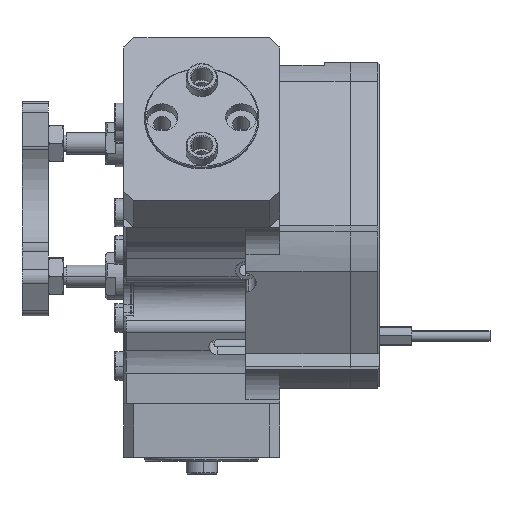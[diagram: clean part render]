
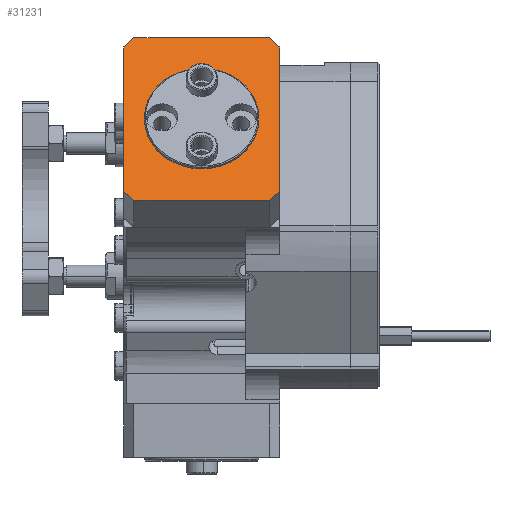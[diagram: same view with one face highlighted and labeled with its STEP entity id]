
A CAD part, left-side view. The second image highlights one B-rep face of the part: STEP entity #31231.
In plain terms, the highlighted face is planar.
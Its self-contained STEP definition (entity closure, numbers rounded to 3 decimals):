
#384 = ORIENTED_EDGE ( 'NONE', *, *, #18345, .T. ) ;
#658 = VERTEX_POINT ( 'NONE', #49012 ) ;
#1025 = CARTESIAN_POINT ( 'NONE',  ( 18., -15., 10.3 ) ) ;
#1545 = CARTESIAN_POINT ( 'NONE',  ( 16., 15., 10.3 ) ) ;
#3763 = EDGE_CURVE ( 'NONE', #46847, #18796, #34606, .T. ) ;
#6391 = ORIENTED_EDGE ( 'NONE', *, *, #17903, .T. ) ;
#6444 = CARTESIAN_POINT ( 'NONE',  ( -18., -15., 10.3 ) ) ;
#6458 = CARTESIAN_POINT ( 'NONE',  ( -16., 15., 10.3 ) ) ;
#6503 = EDGE_CURVE ( 'NONE', #658, #46847, #25417, .T. ) ;
#6808 = CIRCLE ( 'NONE', #18104, 11. ) ;
#7536 = VECTOR ( 'NONE', #29059, 1000. ) ;
#7819 = CARTESIAN_POINT ( 'NONE',  ( -18., -15., 10.3 ) ) ;
#8316 = CARTESIAN_POINT ( 'NONE',  ( -11., 0., 10.3 ) ) ;
#8552 = ORIENTED_EDGE ( 'NONE', *, *, #16522, .T. ) ;
#9215 = CARTESIAN_POINT ( 'NONE',  ( -16., -15., 10.3 ) ) ;
#11001 = LINE ( 'NONE', #22711, #19981 ) ;
#11478 = CARTESIAN_POINT ( 'NONE',  ( 0., 0., 10.3 ) ) ;
#12647 = PLANE ( 'NONE',  #33895 ) ;
#13329 = ORIENTED_EDGE ( 'NONE', *, *, #40410, .T. ) ;
#14081 = AXIS2_PLACEMENT_3D ( 'NONE', #11478, #19167, #23476 ) ;
#14115 = FACE_OUTER_BOUND ( 'NONE', #24491, .T. ) ;
#14228 = VERTEX_POINT ( 'NONE', #22960 ) ;
#15922 = ORIENTED_EDGE ( 'NONE', *, *, #3763, .T. ) ;
#16522 = EDGE_CURVE ( 'NONE', #14228, #46065, #21062, .T. ) ;
#16891 = EDGE_CURVE ( 'NONE', #37858, #14228, #34120, .T. ) ;
#17265 = CARTESIAN_POINT ( 'NONE',  ( 16., 15., 10.3 ) ) ;
#17903 = EDGE_CURVE ( 'NONE', #47924, #658, #30439, .T. ) ;
#18104 = AXIS2_PLACEMENT_3D ( 'NONE', #41966, #19397, #38326 ) ;
#18345 = EDGE_CURVE ( 'NONE', #40714, #36790, #37577, .T. ) ;
#18392 = ORIENTED_EDGE ( 'NONE', *, *, #47734, .T. ) ;
#18796 = VERTEX_POINT ( 'NONE', #6458 ) ;
#19167 = DIRECTION ( 'NONE',  ( 0., 0., -1. ) ) ;
#19397 = DIRECTION ( 'NONE',  ( 0., 0., -1. ) ) ;
#19981 = VECTOR ( 'NONE', #49211, 1000. ) ;
#20056 = DIRECTION ( 'NONE',  ( 0., 1., 0. ) ) ;
#20085 = ORIENTED_EDGE ( 'NONE', *, *, #47259, .T. ) ;
#20501 = CARTESIAN_POINT ( 'NONE',  ( 0., 0., 10.3 ) ) ;
#21062 = LINE ( 'NONE', #9215, #28764 ) ;
#21193 = CARTESIAN_POINT ( 'NONE',  ( 18., -13., 10.3 ) ) ;
#21706 = CARTESIAN_POINT ( 'NONE',  ( 18., -13., 10.3 ) ) ;
#22711 = CARTESIAN_POINT ( 'NONE',  ( -18., 13., 10.3 ) ) ;
#22960 = CARTESIAN_POINT ( 'NONE',  ( -18., -13., 10.3 ) ) ;
#23476 = DIRECTION ( 'NONE',  ( -1., 0., 0. ) ) ;
#23703 = VECTOR ( 'NONE', #28019, 1000. ) ;
#24025 = VECTOR ( 'NONE', #34599, 1000. ) ;
#24317 = DIRECTION ( 'NONE',  ( 0., 0., -1. ) ) ;
#24488 = EDGE_LOOP ( 'NONE', ( #384, #18392 ) ) ;
#24491 = EDGE_LOOP ( 'NONE', ( #32180, #8552, #31568, #13329, #6391, #43359, #15922, #20085 ) ) ;
#24517 = VECTOR ( 'NONE', #29141, 1000. ) ;
#24945 = DIRECTION ( 'NONE',  ( 1., 0., 0. ) ) ;
#25417 = LINE ( 'NONE', #17265, #7536 ) ;
#27198 = FACE_BOUND ( 'NONE', #24488, .T. ) ;
#28019 = DIRECTION ( 'NONE',  ( 0.707, 0.707, 0. ) ) ;
#28253 = CARTESIAN_POINT ( 'NONE',  ( 16., -15., 10.3 ) ) ;
#28764 = VECTOR ( 'NONE', #39950, 1000. ) ;
#29059 = DIRECTION ( 'NONE',  ( -0.707, 0.707, 0. ) ) ;
#29141 = DIRECTION ( 'NONE',  ( -1., 0., 0. ) ) ;
#30439 = LINE ( 'NONE', #1025, #35747 ) ;
#31231 = ADVANCED_FACE ( 'NONE', ( #27198, #14115 ), #12647, .F. ) ;
#31568 = ORIENTED_EDGE ( 'NONE', *, *, #44655, .T. ) ;
#32180 = ORIENTED_EDGE ( 'NONE', *, *, #16891, .T. ) ;
#33895 = AXIS2_PLACEMENT_3D ( 'NONE', #20501, #24317, #43389 ) ;
#34120 = LINE ( 'NONE', #7819, #24025 ) ;
#34599 = DIRECTION ( 'NONE',  ( 0., -1., 0. ) ) ;
#34606 = LINE ( 'NONE', #44545, #24517 ) ;
#35747 = VECTOR ( 'NONE', #20056, 1000. ) ;
#36790 = VERTEX_POINT ( 'NONE', #46786 ) ;
#37577 = CIRCLE ( 'NONE', #14081, 11. ) ;
#37858 = VERTEX_POINT ( 'NONE', #41248 ) ;
#37966 = VECTOR ( 'NONE', #24945, 1000. ) ;
#38326 = DIRECTION ( 'NONE',  ( -1., 0., 0. ) ) ;
#39950 = DIRECTION ( 'NONE',  ( 0.707, -0.707, 0. ) ) ;
#40410 = EDGE_CURVE ( 'NONE', #48952, #47924, #45674, .T. ) ;
#40714 = VERTEX_POINT ( 'NONE', #8316 ) ;
#41248 = CARTESIAN_POINT ( 'NONE',  ( -18., 13., 10.3 ) ) ;
#41966 = CARTESIAN_POINT ( 'NONE',  ( 0., 0., 10.3 ) ) ;
#43359 = ORIENTED_EDGE ( 'NONE', *, *, #6503, .T. ) ;
#43389 = DIRECTION ( 'NONE',  ( -1., 0., 0. ) ) ;
#44545 = CARTESIAN_POINT ( 'NONE',  ( -18., 15., 10.3 ) ) ;
#44655 = EDGE_CURVE ( 'NONE', #46065, #48952, #48006, .T. ) ;
#45530 = CARTESIAN_POINT ( 'NONE',  ( -16., -15., 10.3 ) ) ;
#45674 = LINE ( 'NONE', #21193, #23703 ) ;
#46065 = VERTEX_POINT ( 'NONE', #45530 ) ;
#46786 = CARTESIAN_POINT ( 'NONE',  ( 11., 0., 10.3 ) ) ;
#46847 = VERTEX_POINT ( 'NONE', #1545 ) ;
#47259 = EDGE_CURVE ( 'NONE', #18796, #37858, #11001, .T. ) ;
#47734 = EDGE_CURVE ( 'NONE', #36790, #40714, #6808, .T. ) ;
#47924 = VERTEX_POINT ( 'NONE', #21706 ) ;
#48006 = LINE ( 'NONE', #6444, #37966 ) ;
#48952 = VERTEX_POINT ( 'NONE', #28253 ) ;
#49012 = CARTESIAN_POINT ( 'NONE',  ( 18., 13., 10.3 ) ) ;
#49211 = DIRECTION ( 'NONE',  ( -0.707, -0.707, 0. ) ) ;
